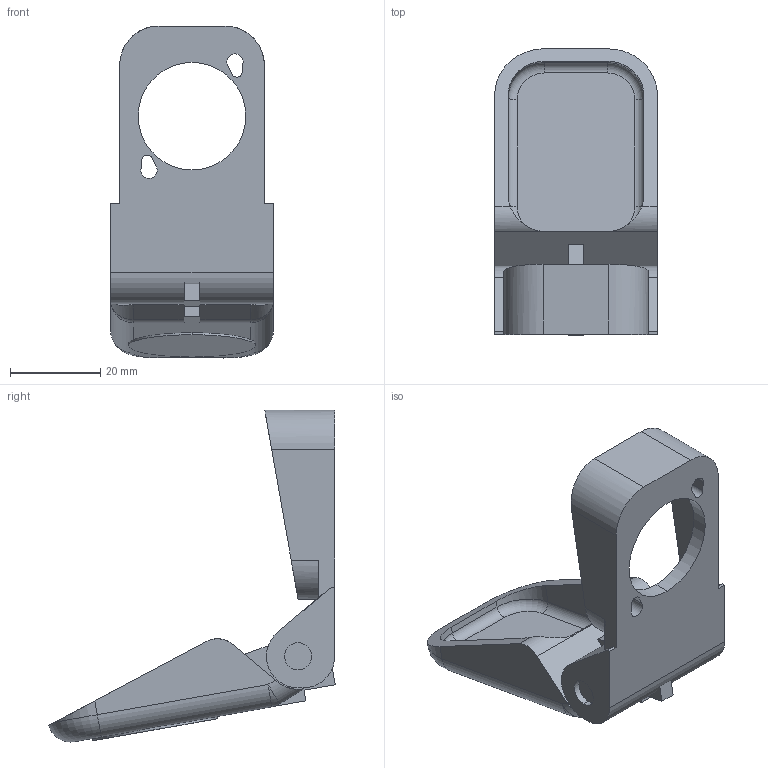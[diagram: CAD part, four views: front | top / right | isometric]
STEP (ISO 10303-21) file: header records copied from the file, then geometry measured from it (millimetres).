
FILE_DESCRIPTION((''),'2;1');
FILE_NAME('D-SCCD-W_ASM','2014-10-09T',('phk'),(''),'PRO/ENGINEER BY PARAMETRIC TECHNOLOGY CORPORATION, 2011080','PRO/ENGINEER BY PARAMETRIC TECHNOLOGY CORPORATION, 2011080','');
FILE_SCHEMA(('AUTOMOTIVE_DESIGN_CC2 { 1 2 10303 214 -1 1 5 2 }'));
Length unit declared in the file: millimetre
Products named in the file (3): D-SCCD-W1; D-SCCD-W2; D-SCCD-W_ASM
Assembly tree (2 placements, depth 2):
  D-SCCD-W_ASM
    D-SCCD-W1
    D-SCCD-W2
Bounding box: 36 x 63.37 x 73.45 mm (x, y, z)
Volume: 23394.2 mm3; surface area: 14814.3 mm2
Topology: 2 solids, 2 shells, 99 faces, 260 edges, 168 vertices
Faces by surface type: plane 46, cylinder 45, torus 6, sphere 2
Entity records: 3441 total; most frequent: CARTESIAN_POINT 693, DIRECTION 522, ORIENTED_EDGE 520, EDGE_CURVE 260, COLOUR_RGB 209, AXIS2_PLACEMENT_3D 184, VERTEX_POINT 168, VECTOR 154
